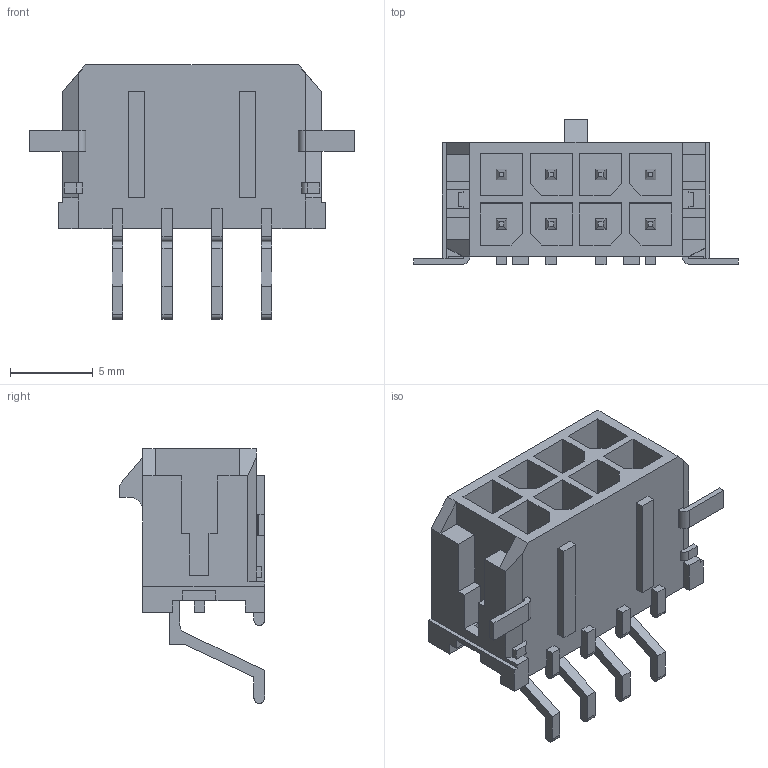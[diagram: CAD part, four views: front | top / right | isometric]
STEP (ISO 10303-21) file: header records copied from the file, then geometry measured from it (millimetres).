
FILE_DESCRIPTION((''),'2;1');
FILE_NAME('430450811','2016-02-03T',('me'),(''),'PRO/ENGINEER BY PARAMETRIC TECHNOLOGY CORPORATION, 2011490','PRO/ENGINEER BY PARAMETRIC TECHNOLOGY CORPORATION, 2011490','');
FILE_SCHEMA(('CONFIG_CONTROL_DESIGN'));
Length unit declared in the file: millimetre
Products named in the file (1): 430450811
Bounding box: 19.65 x 8.77 x 15.4 mm (x, y, z)
Volume: 659.3 mm3; surface area: 1513.8 mm2
Topology: 1 solids, 5 shells, 407 faces, 1089 edges, 716 vertices
Faces by surface type: plane 388, cylinder 19
Entity records: 12334 total; most frequent: CARTESIAN_POINT 2169, ORIENTED_EDGE 2094, DIRECTION 1943, VECTOR 1051, LINE 1051, EDGE_CURVE 1047, VERTEX_POINT 672, AXIS2_PLACEMENT_3D 446
